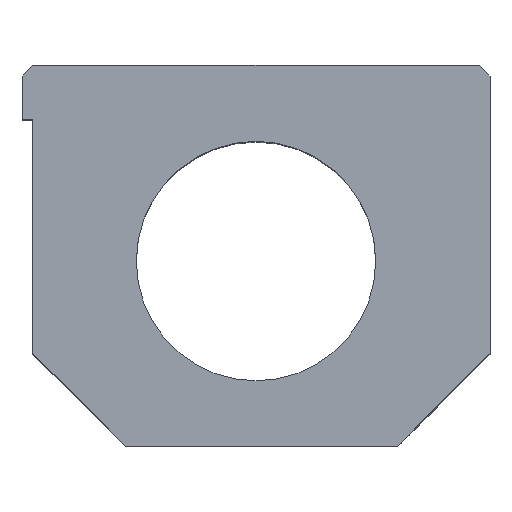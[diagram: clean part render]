
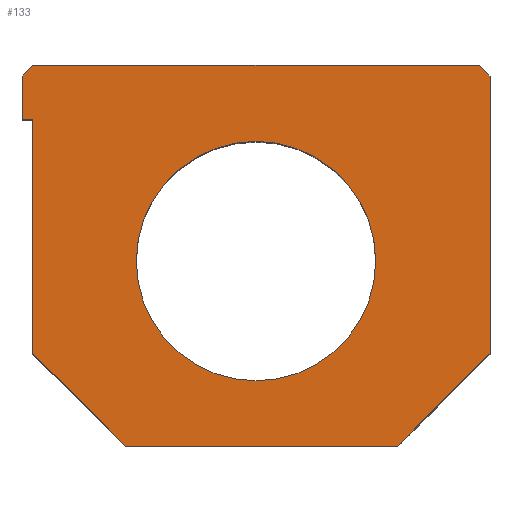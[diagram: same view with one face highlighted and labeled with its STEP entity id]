
A CAD part, top view. The second image highlights one B-rep face of the part: STEP entity #133.
In plain terms, the highlighted planar face has unit normal (0, 0, 1).
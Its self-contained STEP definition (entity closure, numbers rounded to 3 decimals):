
#133 = ADVANCED_FACE( '', ( #284, #285 ), #286, .T. );
#284 = FACE_OUTER_BOUND( '', #433, .T. );
#285 = FACE_BOUND( '', #434, .T. );
#286 = PLANE( '', #435 );
#433 = EDGE_LOOP( '', ( #730, #731, #732, #733, #734, #735, #736, #737, #738, #739 ) );
#434 = EDGE_LOOP( '', ( #740 ) );
#435 = AXIS2_PLACEMENT_3D( '', #741, #742, #743 );
#730 = ORIENTED_EDGE( '', *, *, #840, .T. );
#731 = ORIENTED_EDGE( '', *, *, #796, .T. );
#732 = ORIENTED_EDGE( '', *, *, #838, .T. );
#733 = ORIENTED_EDGE( '', *, *, #865, .T. );
#734 = ORIENTED_EDGE( '', *, *, #857, .T. );
#735 = ORIENTED_EDGE( '', *, *, #800, .T. );
#736 = ORIENTED_EDGE( '', *, *, #879, .T. );
#737 = ORIENTED_EDGE( '', *, *, #770, .T. );
#738 = ORIENTED_EDGE( '', *, *, #871, .T. );
#739 = ORIENTED_EDGE( '', *, *, #827, .T. );
#740 = ORIENTED_EDGE( '', *, *, #843, .T. );
#741 = CARTESIAN_POINT( '', ( 0., 0., 39. ) );
#742 = DIRECTION( '', ( 0., 0., 1. ) );
#743 = DIRECTION( '', ( 1., 0., 0. ) );
#770 = EDGE_CURVE( '', #894, #892, #895, .T. );
#796 = EDGE_CURVE( '', #941, #939, #942, .T. );
#800 = EDGE_CURVE( '', #947, #945, #948, .T. );
#827 = EDGE_CURVE( '', #988, #986, #989, .T. );
#838 = EDGE_CURVE( '', #939, #1004, #1006, .T. );
#840 = EDGE_CURVE( '', #986, #941, #1008, .T. );
#843 = EDGE_CURVE( '', #1012, #1012, #1013, .T. );
#857 = EDGE_CURVE( '', #1031, #947, #1032, .T. );
#865 = EDGE_CURVE( '', #1004, #1031, #1042, .T. );
#871 = EDGE_CURVE( '', #892, #988, #1050, .T. );
#879 = EDGE_CURVE( '', #945, #894, #1058, .T. );
#892 = VERTEX_POINT( '', #1074 );
#894 = VERTEX_POINT( '', #1077 );
#895 = LINE( '', #1078, #1079 );
#939 = VERTEX_POINT( '', #1176 );
#941 = VERTEX_POINT( '', #1179 );
#942 = LINE( '', #1180, #1181 );
#945 = VERTEX_POINT( '', #1185 );
#947 = VERTEX_POINT( '', #1188 );
#948 = LINE( '', #1189, #1190 );
#986 = VERTEX_POINT( '', #1242 );
#988 = VERTEX_POINT( '', #1245 );
#989 = LINE( '', #1246, #1247 );
#1004 = VERTEX_POINT( '', #1263 );
#1006 = LINE( '', #1266, #1267 );
#1008 = LINE( '', #1269, #1270 );
#1012 = VERTEX_POINT( '', #1274 );
#1013 = CIRCLE( '', #1275, 11. );
#1031 = VERTEX_POINT( '', #1296 );
#1032 = LINE( '', #1297, #1298 );
#1042 = LINE( '', #1309, #1310 );
#1050 = LINE( '', #1320, #1321 );
#1058 = LINE( '', #1331, #1332 );
#1074 = CARTESIAN_POINT( '', ( 21.5, 34., 39. ) );
#1077 = CARTESIAN_POINT( '', ( 21.5, 8.5, 39. ) );
#1078 = CARTESIAN_POINT( '', ( 21.5, 8.5, 39. ) );
#1079 = VECTOR( '', #1341, 1000. );
#1176 = CARTESIAN_POINT( '', ( -21.5, 30., 39. ) );
#1179 = CARTESIAN_POINT( '', ( -21.5, 34., 39. ) );
#1180 = CARTESIAN_POINT( '', ( -21.5, 34., 39. ) );
#1181 = VECTOR( '', #1377, 1000. );
#1185 = CARTESIAN_POINT( '', ( 13., 0., 39. ) );
#1188 = CARTESIAN_POINT( '', ( -12., 0., 39. ) );
#1189 = CARTESIAN_POINT( '', ( -12., 0., 39. ) );
#1190 = VECTOR( '', #1380, 1000. );
#1242 = CARTESIAN_POINT( '', ( -20.5, 35., 39. ) );
#1245 = CARTESIAN_POINT( '', ( 20.5, 35., 39. ) );
#1246 = CARTESIAN_POINT( '', ( 20.5, 35., 39. ) );
#1247 = VECTOR( '', #1411, 1000. );
#1263 = CARTESIAN_POINT( '', ( -20.5, 30., 39. ) );
#1266 = CARTESIAN_POINT( '', ( -21.5, 30., 39. ) );
#1267 = VECTOR( '', #1429, 1000. );
#1269 = CARTESIAN_POINT( '', ( -20.5, 35., 39. ) );
#1270 = VECTOR( '', #1430, 1000. );
#1274 = CARTESIAN_POINT( '', ( -11., 17., 39. ) );
#1275 = AXIS2_PLACEMENT_3D( '', #1434, #1435, #1436 );
#1296 = CARTESIAN_POINT( '', ( -20.5, 8.5, 39. ) );
#1297 = CARTESIAN_POINT( '', ( -20.5, 8.5, 39. ) );
#1298 = VECTOR( '', #1452, 1000. );
#1309 = CARTESIAN_POINT( '', ( -20.5, 30., 39. ) );
#1310 = VECTOR( '', #1460, 1000. );
#1320 = CARTESIAN_POINT( '', ( 21.5, 34., 39. ) );
#1321 = VECTOR( '', #1466, 1000. );
#1331 = CARTESIAN_POINT( '', ( 13., 0., 39. ) );
#1332 = VECTOR( '', #1469, 1000. );
#1341 = DIRECTION( '', ( 0., 1., 0. ) );
#1377 = DIRECTION( '', ( 0., -1., 0. ) );
#1380 = DIRECTION( '', ( 1., 0., 0. ) );
#1411 = DIRECTION( '', ( -1., 0., 0. ) );
#1429 = DIRECTION( '', ( 1., 0., 0. ) );
#1430 = DIRECTION( '', ( -0.707, -0.707, 0. ) );
#1434 = CARTESIAN_POINT( '', ( 0., 17., 39. ) );
#1435 = DIRECTION( '', ( 0., 0., -1. ) );
#1436 = DIRECTION( '', ( -1., 0., 0. ) );
#1452 = DIRECTION( '', ( 0.707, -0.707, 0. ) );
#1460 = DIRECTION( '', ( 0., -1., 0. ) );
#1466 = DIRECTION( '', ( -0.707, 0.707, 0. ) );
#1469 = DIRECTION( '', ( 0.707, 0.707, 0. ) );
